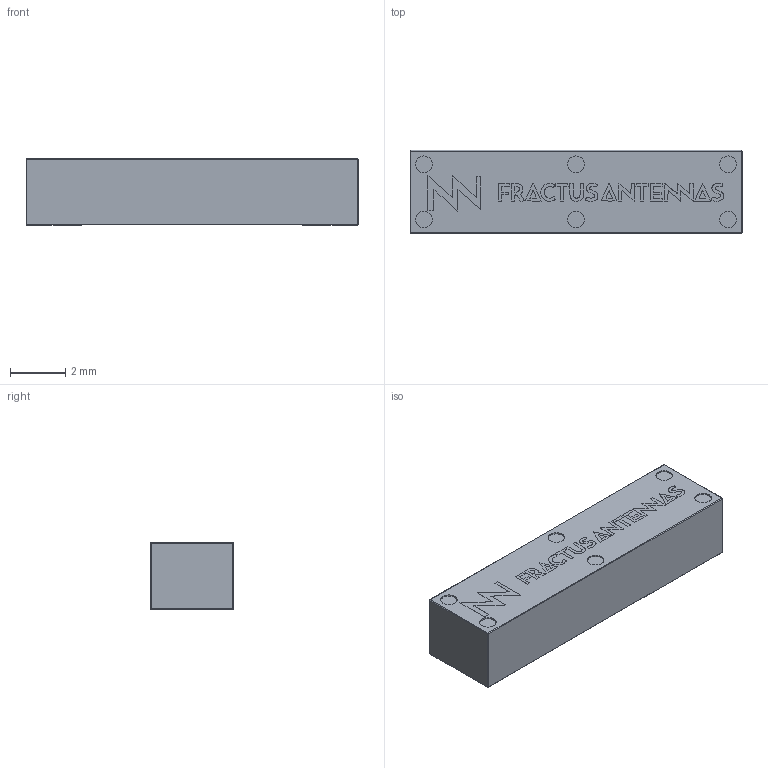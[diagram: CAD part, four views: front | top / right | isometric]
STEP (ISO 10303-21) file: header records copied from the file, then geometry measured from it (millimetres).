
FILE_DESCRIPTION(/* description */ (''),/* implementation_level */ '2;1');
FILE_NAME(/* name */ 'Fractus FR01-S4-224.step',/* time_stamp */ '2019-12-07T03:54:50+00:00',/* author */ (''),/* organization */ (''),/* preprocessor_version */ 'ST-DEVELOPER v18',/* originating_system */ 'Autodesk Translation Framework v8.12.0.6',/* authorisation */ '');
FILE_SCHEMA (('AUTOMOTIVE_DESIGN { 1 0 10303 214 3 1 1 }'));
Length unit declared in the file: millimetre
Products named in the file (1): Fractus FR01-S4-224
Bounding box: 12 x 3 x 2.4 mm (x, y, z)
Volume: 85.7 mm3; surface area: 144.4 mm2
Topology: 1 solids, 1 shells, 294 faces, 765 edges, 504 vertices
Faces by surface type: plane 158, bspline 100, cylinder 26, sphere 8, torus 2
Full cylindrical faces by diameter (mm): 0.6 x12
Entity records: 9783 total; most frequent: CARTESIAN_POINT 3074, ORIENTED_EDGE 1530, DIRECTION 1023, EDGE_CURVE 765, VERTEX_POINT 504, LINE 497, VECTOR 497, EDGE_LOOP 325
